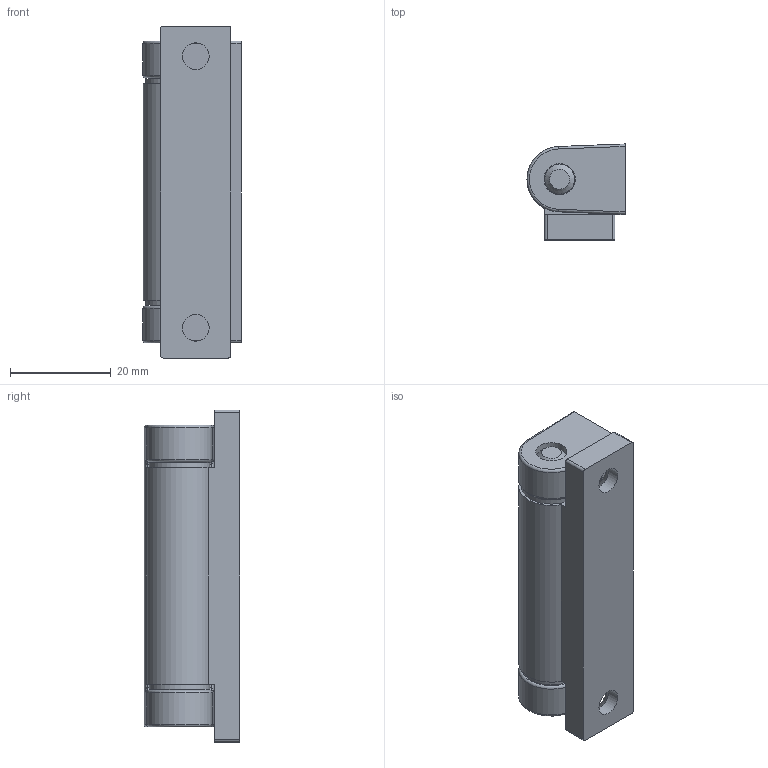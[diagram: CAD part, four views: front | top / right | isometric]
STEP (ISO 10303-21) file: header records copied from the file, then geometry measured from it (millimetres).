
FILE_DESCRIPTION(('STEP AP203'),'1');
FILE_NAME('593.1.1.19.step','2014-10-24T07:59:45',(' '),(' '),'Spatial InterOp 3D',' ',' ');
FILE_SCHEMA(('CONFIG_CONTROL_DESIGN'));
Length unit declared in the file: millimetre
Products named in the file (5): 1; 2; 3; 4; 5
Bounding box: 19.5 x 19 x 66 mm (x, y, z)
Volume: 16939.8 mm3; surface area: 10595.5 mm2
Topology: 5 solids, 5 shells, 212 faces, 488 edges, 288 vertices
Faces by surface type: plane 139, cylinder 53, bspline 8, cone 6, torus 6
Full cylindrical faces by diameter (mm): 3.2 x2, 5.3 x4, 5.95 x1, 6 x2, 6.2 x3, 8 x2, 8.1 x2, 12 x2
Entity records: 6325 total; most frequent: CARTESIAN_POINT 1369, DIRECTION 1059, ORIENTED_EDGE 898, EDGE_CURVE 449, AXIS2_PLACEMENT_3D 401, VERTEX_POINT 279, EDGE_LOOP 262, LINE 257
